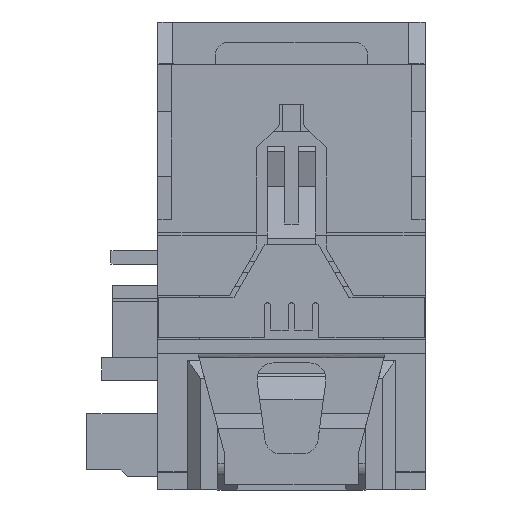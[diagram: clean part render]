
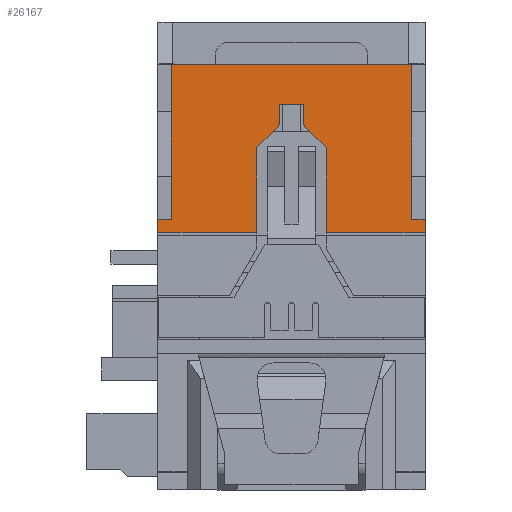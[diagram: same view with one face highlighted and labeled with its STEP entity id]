
A CAD part, front view. The second image highlights one B-rep face of the part: STEP entity #26167.
In plain terms, the highlighted planar face has unit normal (0, -1, 0).
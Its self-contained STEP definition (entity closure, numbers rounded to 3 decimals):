
#26167=ADVANCED_FACE('',(#32227),#29481,.T.);
#29481=PLANE('',#91284);
#32227=FACE_OUTER_BOUND('',#35742,.T.);
#35742=EDGE_LOOP('',(#44436,#44437,#44438,#44439,#44440,#44441,#44442,#44443,
#44444,#44445,#44446,#44447,#44448,#44449,#44450,#44451));
#44436=ORIENTED_EDGE('',*,*,#66808,.F.);
#44437=ORIENTED_EDGE('',*,*,#65839,.F.);
#44438=ORIENTED_EDGE('',*,*,#65845,.F.);
#44439=ORIENTED_EDGE('',*,*,#65848,.F.);
#44440=ORIENTED_EDGE('',*,*,#65855,.F.);
#44441=ORIENTED_EDGE('',*,*,#65860,.F.);
#44442=ORIENTED_EDGE('',*,*,#66801,.F.);
#44443=ORIENTED_EDGE('',*,*,#67045,.T.);
#44444=ORIENTED_EDGE('',*,*,#63534,.F.);
#44445=ORIENTED_EDGE('',*,*,#66943,.F.);
#44446=ORIENTED_EDGE('',*,*,#66942,.T.);
#44447=ORIENTED_EDGE('',*,*,#64467,.F.);
#44448=ORIENTED_EDGE('',*,*,#66923,.F.);
#44449=ORIENTED_EDGE('',*,*,#66928,.T.);
#44450=ORIENTED_EDGE('',*,*,#67095,.T.);
#44451=ORIENTED_EDGE('',*,*,#67096,.T.);
#57432=VERTEX_POINT('',#110378);
#57433=VERTEX_POINT('',#110380);
#58247=VERTEX_POINT('',#112380);
#58248=VERTEX_POINT('',#112382);
#59324=VERTEX_POINT('',#116532);
#59325=VERTEX_POINT('',#116534);
#59329=VERTEX_POINT('',#116544);
#59332=VERTEX_POINT('',#116551);
#59337=VERTEX_POINT('',#116564);
#59341=VERTEX_POINT('',#116574);
#59945=VERTEX_POINT('',#118585);
#59948=VERTEX_POINT('',#118596);
#60060=VERTEX_POINT('',#118829);
#60064=VERTEX_POINT('',#118839);
#60072=VERTEX_POINT('',#118865);
#60134=VERTEX_POINT('',#119166);
#63534=EDGE_CURVE('',#57432,#57433,#72594,.T.);
#64467=EDGE_CURVE('',#58247,#58248,#73377,.T.);
#65839=EDGE_CURVE('',#59324,#59325,#74535,.T.);
#65845=EDGE_CURVE('',#59329,#59324,#74541,.T.);
#65848=EDGE_CURVE('',#59332,#59329,#74544,.T.);
#65855=EDGE_CURVE('',#59337,#59332,#74551,.T.);
#65860=EDGE_CURVE('',#59341,#59337,#74556,.T.);
#66801=EDGE_CURVE('',#59945,#59341,#75343,.T.);
#66808=EDGE_CURVE('',#59325,#59948,#75350,.T.);
#66923=EDGE_CURVE('',#60060,#58247,#75429,.T.);
#66928=EDGE_CURVE('',#60060,#60064,#75434,.T.);
#66942=EDGE_CURVE('',#60072,#58248,#75448,.T.);
#66943=EDGE_CURVE('',#60072,#57432,#75449,.T.);
#67045=EDGE_CURVE('',#59945,#57433,#75547,.T.);
#67095=EDGE_CURVE('',#60064,#60134,#75577,.T.);
#67096=EDGE_CURVE('',#60134,#59948,#75578,.T.);
#72594=LINE('',#110379,#79434);
#73377=LINE('',#112381,#80217);
#74535=LINE('',#116533,#81375);
#74541=LINE('',#116545,#81381);
#74544=LINE('',#116552,#81384);
#74551=LINE('',#116565,#81391);
#74556=LINE('',#116575,#81396);
#75343=LINE('',#118586,#82188);
#75350=LINE('',#118599,#82195);
#75429=LINE('',#118830,#82274);
#75434=LINE('',#118840,#82279);
#75448=LINE('',#118867,#82293);
#75449=LINE('',#118869,#82294);
#75547=LINE('',#119070,#82392);
#75577=LINE('',#119167,#82422);
#75578=LINE('',#119169,#82423);
#79434=VECTOR('',#94443,1.);
#80217=VECTOR('',#95730,1.);
#81375=VECTOR('',#97814,1.);
#81381=VECTOR('',#97822,1.);
#81384=VECTOR('',#97827,1.);
#81391=VECTOR('',#97836,1.);
#81396=VECTOR('',#97843,1.);
#82188=VECTOR('',#99557,1.);
#82195=VECTOR('',#99568,1.);
#82274=VECTOR('',#99729,1.);
#82279=VECTOR('',#99736,1.);
#82293=VECTOR('',#99760,1.);
#82294=VECTOR('',#99763,1.);
#82392=VECTOR('',#100029,1.);
#82422=VECTOR('',#100107,1.);
#82423=VECTOR('',#100110,1.);
#91284=AXIS2_PLACEMENT_3D('',#119170,#100111,#100112);
#94443=DIRECTION('',(0.,0.,-1.));
#95730=DIRECTION('',(1.,0.,0.));
#97814=DIRECTION('',(-0.707,0.,-0.707));
#97822=DIRECTION('',(0.,0.,-1.));
#97827=DIRECTION('',(-1.,0.,0.));
#97836=DIRECTION('',(0.,0.,1.));
#97843=DIRECTION('',(-0.707,0.,0.707));
#99557=DIRECTION('',(0.,0.,1.));
#99568=DIRECTION('',(0.,0.,-1.));
#99729=DIRECTION('',(0.,0.,1.));
#99736=DIRECTION('',(-1.,0.,0.));
#99760=DIRECTION('',(0.,0.,1.));
#99763=DIRECTION('',(1.,0.,0.));
#100029=DIRECTION('',(1.,0.,0.));
#100107=DIRECTION('',(0.,0.,-1.));
#100110=DIRECTION('',(1.,0.,0.));
#100111=DIRECTION('',(0.,-1.,0.));
#100112=DIRECTION('',(0.,0.,-1.));
#110378=CARTESIAN_POINT('',(9.75,-76.794,13.188));
#110379=CARTESIAN_POINT('',(9.75,-76.794,24.738));
#110380=CARTESIAN_POINT('',(9.75,-76.794,12.188));
#112380=CARTESIAN_POINT('',(-9.233,-76.794,24.738));
#112381=CARTESIAN_POINT('',(-7.75,-76.794,24.738));
#112382=CARTESIAN_POINT('',(8.733,-76.794,24.738));
#116532=CARTESIAN_POINT('',(-1.15,-76.794,20.238));
#116533=CARTESIAN_POINT('',(-1.15,-76.794,20.238));
#116534=CARTESIAN_POINT('',(-2.85,-76.794,18.538));
#116544=CARTESIAN_POINT('',(-1.15,-76.794,21.738));
#116545=CARTESIAN_POINT('',(-1.15,-76.794,21.738));
#116551=CARTESIAN_POINT('',(0.65,-76.794,21.738));
#116552=CARTESIAN_POINT('',(0.65,-76.794,21.738));
#116564=CARTESIAN_POINT('',(0.65,-76.794,20.238));
#116565=CARTESIAN_POINT('',(0.65,-76.794,20.238));
#116574=CARTESIAN_POINT('',(2.35,-76.794,18.538));
#116575=CARTESIAN_POINT('',(2.35,-76.794,18.538));
#118585=CARTESIAN_POINT('',(2.35,-76.794,12.188));
#118586=CARTESIAN_POINT('',(2.35,-76.794,11.988));
#118596=CARTESIAN_POINT('',(-2.85,-76.794,12.188));
#118599=CARTESIAN_POINT('',(-2.85,-76.794,18.538));
#118829=CARTESIAN_POINT('',(-9.233,-76.794,13.188));
#118830=CARTESIAN_POINT('',(-9.233,-76.794,13.188));
#118839=CARTESIAN_POINT('',(-10.25,-76.794,13.188));
#118840=CARTESIAN_POINT('',(-6.733,-76.794,13.188));
#118865=CARTESIAN_POINT('',(8.733,-76.794,13.188));
#118867=CARTESIAN_POINT('',(8.733,-76.794,13.188));
#118869=CARTESIAN_POINT('',(6.233,-76.794,13.188));
#119070=CARTESIAN_POINT('',(-7.75,-76.794,12.188));
#119166=CARTESIAN_POINT('',(-10.25,-76.794,12.188));
#119167=CARTESIAN_POINT('',(-10.25,-76.794,24.738));
#119169=CARTESIAN_POINT('',(-7.75,-76.794,12.188));
#119170=CARTESIAN_POINT('',(-7.75,-76.794,24.738));
